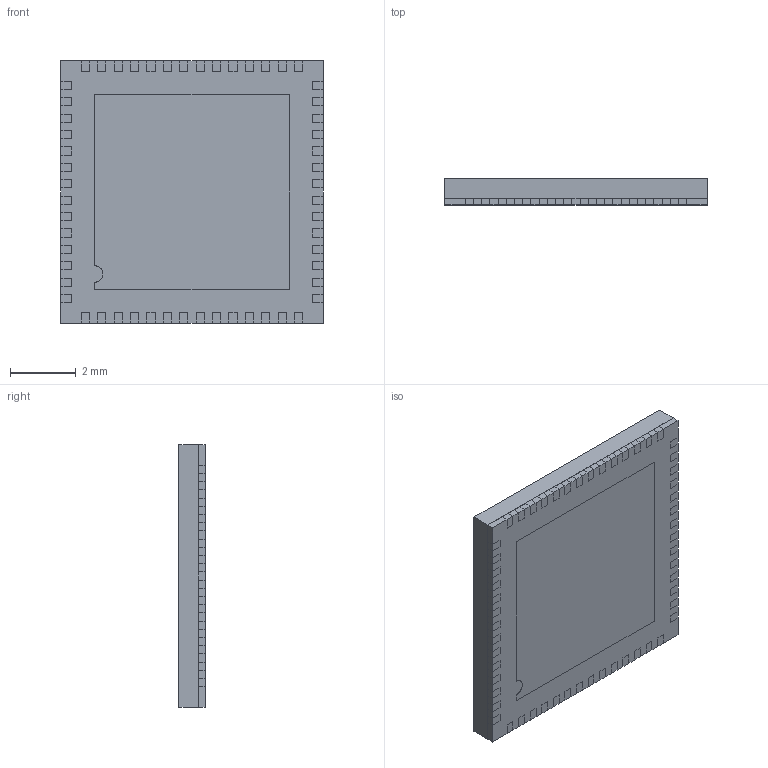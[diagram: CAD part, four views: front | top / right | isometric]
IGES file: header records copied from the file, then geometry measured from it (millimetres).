
Start section: SolidWorks IGES file using analytic representation for surfaces
Global section: file name: M-QFN56T.5-G3.IGS; native system: SolidWorks 2016; preprocessor: SolidWorks 2016; author: elias; date: 170907.233609; units: millimetre
Bounding box: 8 x 0.8 x 8 mm (x, y, z)
Surface area: 255.1 mm2 (no closed solid volume)
Topology: 0 solids, 0 shells, 1210 faces, 6460 edges, 6460 vertices
Faces by surface type: bspline 1165, revolution 45
